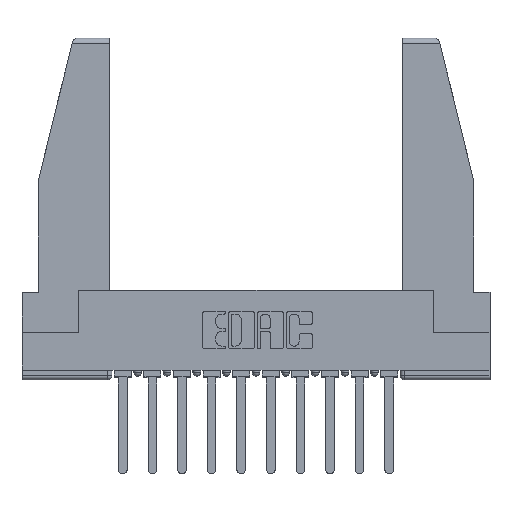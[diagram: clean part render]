
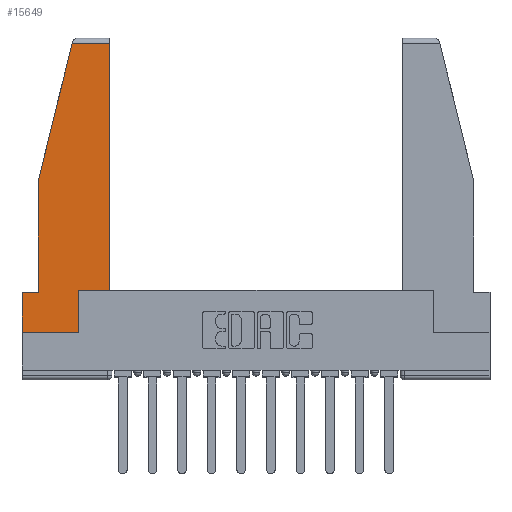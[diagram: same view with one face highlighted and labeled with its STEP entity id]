
A CAD part, top view. The second image highlights one B-rep face of the part: STEP entity #15649.
In plain terms, the highlighted planar face has unit normal (0, 0, 1).
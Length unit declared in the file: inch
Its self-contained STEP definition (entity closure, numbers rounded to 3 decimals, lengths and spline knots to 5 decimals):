
#38 = EDGE_CURVE ( 'NONE', #8797, #1563, #13405, .T. ) ;
#242 = DIRECTION ( 'NONE',  ( -0.239, -0.971, 0. ) ) ;
#730 = VECTOR ( 'NONE', #8672, 39.37008 ) ;
#890 = ORIENTED_EDGE ( 'NONE', *, *, #7197, .T. ) ;
#920 = EDGE_CURVE ( 'NONE', #2089, #5434, #7510, .T. ) ;
#1068 = DIRECTION ( 'NONE',  ( 0., 0., 1. ) ) ;
#1069 = VERTEX_POINT ( 'NONE', #8586 ) ;
#1334 = CARTESIAN_POINT ( 'NONE',  ( 0., 1.52, 0. ) ) ;
#1563 = VERTEX_POINT ( 'NONE', #1691 ) ;
#1662 = VECTOR ( 'NONE', #9411, 39.37008 ) ;
#1691 = CARTESIAN_POINT ( 'NONE',  ( 0.461, 0.223, 0. ) ) ;
#2089 = VERTEX_POINT ( 'NONE', #7960 ) ;
#2432 = LINE ( 'NONE', #14488, #730 ) ;
#3466 = LINE ( 'NONE', #4827, #8783 ) ;
#3678 = PLANE ( 'NONE',  #12920 ) ;
#4008 = CARTESIAN_POINT ( 'NONE',  ( 0., 0., 0. ) ) ;
#4056 = DIRECTION ( 'NONE',  ( 0., -1., 0. ) ) ;
#4186 = CARTESIAN_POINT ( 'NONE',  ( 0.086, 0.8, 0. ) ) ;
#4627 = DIRECTION ( 'NONE',  ( 1., 0., 0. ) ) ;
#4700 = VECTOR ( 'NONE', #242, 39.37008 ) ;
#4827 = CARTESIAN_POINT ( 'NONE',  ( 0.086, 0.8, 0. ) ) ;
#4960 = CARTESIAN_POINT ( 'NONE',  ( 0., 0., 0. ) ) ;
#5159 = ORIENTED_EDGE ( 'NONE', *, *, #920, .T. ) ;
#5166 = EDGE_CURVE ( 'NONE', #1069, #7568, #15261, .T. ) ;
#5434 = VERTEX_POINT ( 'NONE', #9751 ) ;
#5601 = CARTESIAN_POINT ( 'NONE',  ( 0., 0.21, 0. ) ) ;
#5815 = LINE ( 'NONE', #15467, #1662 ) ;
#5850 = VECTOR ( 'NONE', #13523, 39.37008 ) ;
#6011 = LINE ( 'NONE', #14384, #14097 ) ;
#6641 = EDGE_CURVE ( 'NONE', #1563, #2089, #6011, .T. ) ;
#7197 = EDGE_CURVE ( 'NONE', #5434, #14980, #11231, .T. ) ;
#7408 = CARTESIAN_POINT ( 'NONE',  ( 0.297, 0.223, 0. ) ) ;
#7488 = EDGE_LOOP ( 'NONE', ( #7944, #5159, #890, #8104, #15071, #13508, #9175, #8453, #8590 ) ) ;
#7510 = LINE ( 'NONE', #1334, #5850 ) ;
#7514 = EDGE_CURVE ( 'NONE', #10622, #8797, #5815, .T. ) ;
#7568 = VERTEX_POINT ( 'NONE', #11436 ) ;
#7944 = ORIENTED_EDGE ( 'NONE', *, *, #6641, .T. ) ;
#7960 = CARTESIAN_POINT ( 'NONE',  ( 0.461, 1.52, 0. ) ) ;
#8104 = ORIENTED_EDGE ( 'NONE', *, *, #11540, .T. ) ;
#8453 = ORIENTED_EDGE ( 'NONE', *, *, #7514, .T. ) ;
#8586 = CARTESIAN_POINT ( 'NONE',  ( 0.086, 0.21, 0. ) ) ;
#8590 = ORIENTED_EDGE ( 'NONE', *, *, #38, .T. ) ;
#8672 = DIRECTION ( 'NONE',  ( 1., 0., 0. ) ) ;
#8769 = LINE ( 'NONE', #10195, #11072 ) ;
#8783 = VECTOR ( 'NONE', #10881, 39.37008 ) ;
#8797 = VERTEX_POINT ( 'NONE', #10685 ) ;
#8971 = DIRECTION ( 'NONE',  ( -1., 0., 0. ) ) ;
#9116 = VECTOR ( 'NONE', #4627, 39.37008 ) ;
#9175 = ORIENTED_EDGE ( 'NONE', *, *, #13660, .T. ) ;
#9411 = DIRECTION ( 'NONE',  ( 0., 1., 0. ) ) ;
#9503 = DIRECTION ( 'NONE',  ( 1., 0., 0. ) ) ;
#9537 = EDGE_CURVE ( 'NONE', #7568, #9828, #8769, .T. ) ;
#9681 = DIRECTION ( 'NONE',  ( 0., 1., 0. ) ) ;
#9751 = CARTESIAN_POINT ( 'NONE',  ( 0.2636, 1.52, 0. ) ) ;
#9828 = VERTEX_POINT ( 'NONE', #4008 ) ;
#10195 = CARTESIAN_POINT ( 'NONE',  ( 0., 0.21, 0. ) ) ;
#10622 = VERTEX_POINT ( 'NONE', #12268 ) ;
#10685 = CARTESIAN_POINT ( 'NONE',  ( 0.297, 0.223, 0. ) ) ;
#10881 = DIRECTION ( 'NONE',  ( 0., -1., 0. ) ) ;
#11072 = VECTOR ( 'NONE', #4056, 39.37008 ) ;
#11231 = LINE ( 'NONE', #13574, #4700 ) ;
#11436 = CARTESIAN_POINT ( 'NONE',  ( 0., 0.21, 0. ) ) ;
#11540 = EDGE_CURVE ( 'NONE', #14980, #1069, #3466, .T. ) ;
#11897 = FACE_OUTER_BOUND ( 'NONE', #7488, .T. ) ;
#12268 = CARTESIAN_POINT ( 'NONE',  ( 0.297, 0., 0. ) ) ;
#12920 = AXIS2_PLACEMENT_3D ( 'NONE', #4960, #1068, #9503 ) ;
#13405 = LINE ( 'NONE', #7408, #9116 ) ;
#13508 = ORIENTED_EDGE ( 'NONE', *, *, #9537, .T. ) ;
#13523 = DIRECTION ( 'NONE',  ( -1., 0., 0. ) ) ;
#13571 = VECTOR ( 'NONE', #8971, 39.37008 ) ;
#13574 = CARTESIAN_POINT ( 'NONE',  ( 0.271, 1.55, 0. ) ) ;
#13660 = EDGE_CURVE ( 'NONE', #9828, #10622, #2432, .T. ) ;
#14097 = VECTOR ( 'NONE', #9681, 39.37008 ) ;
#14384 = CARTESIAN_POINT ( 'NONE',  ( 0.461, 0.223, 0. ) ) ;
#14488 = CARTESIAN_POINT ( 'NONE',  ( 0., 0., 0. ) ) ;
#14980 = VERTEX_POINT ( 'NONE', #4186 ) ;
#15071 = ORIENTED_EDGE ( 'NONE', *, *, #5166, .T. ) ;
#15261 = LINE ( 'NONE', #5601, #13571 ) ;
#15467 = CARTESIAN_POINT ( 'NONE',  ( 0.297, 0., 0. ) ) ;
#15649 = ADVANCED_FACE ( 'NONE', ( #11897 ), #3678, .T. ) ;
